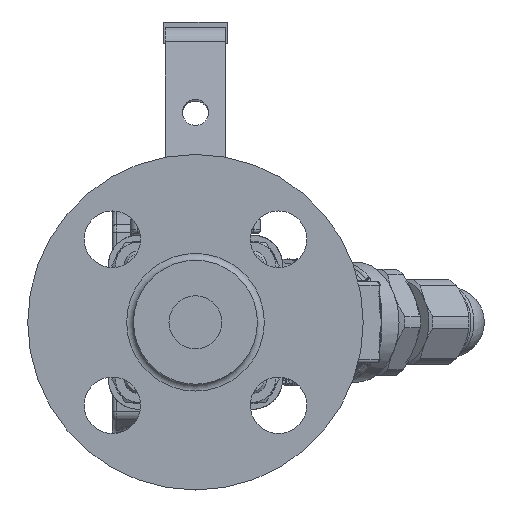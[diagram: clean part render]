
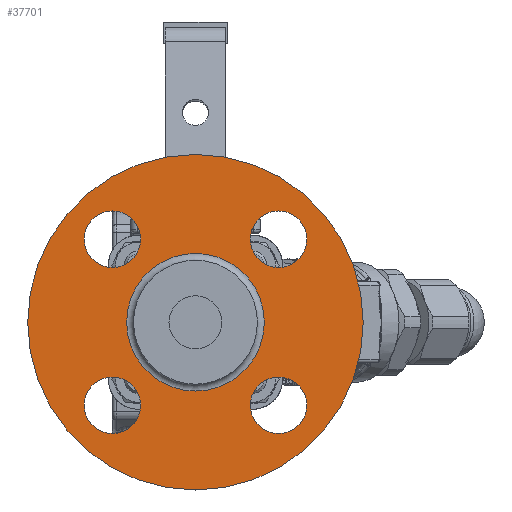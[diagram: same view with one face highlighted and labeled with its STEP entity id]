
A CAD part, left-side view. The second image highlights one B-rep face of the part: STEP entity #37701.
In plain terms, the highlighted planar face has unit normal (-1, 0, 0).
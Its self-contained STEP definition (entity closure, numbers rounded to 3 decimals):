
#6997=FACE_BOUND('',#12311,.T.);
#6998=FACE_BOUND('',#12312,.T.);
#6999=FACE_BOUND('',#12313,.T.);
#7000=FACE_BOUND('',#12314,.T.);
#7001=FACE_BOUND('',#12315,.T.);
#7490=PLANE('',#40846);
#9883=FACE_OUTER_BOUND('',#12310,.T.);
#12310=EDGE_LOOP('',(#29719));
#12311=EDGE_LOOP('',(#29720));
#12312=EDGE_LOOP('',(#29721));
#12313=EDGE_LOOP('',(#29722));
#12314=EDGE_LOOP('',(#29723));
#12315=EDGE_LOOP('',(#29724));
#14662=CIRCLE('',#40843,19.486);
#14665=CIRCLE('',#40847,47.5);
#14666=CIRCLE('',#40848,8.);
#14667=CIRCLE('',#40849,8.);
#14668=CIRCLE('',#40850,8.);
#14669=CIRCLE('',#40851,8.);
#17259=VERTEX_POINT('',#67441);
#17261=VERTEX_POINT('',#67447);
#17262=VERTEX_POINT('',#67449);
#17263=VERTEX_POINT('',#67451);
#17264=VERTEX_POINT('',#67453);
#17265=VERTEX_POINT('',#67455);
#21704=EDGE_CURVE('',#17259,#17259,#14662,.T.);
#21707=EDGE_CURVE('',#17261,#17261,#14665,.T.);
#21708=EDGE_CURVE('',#17262,#17262,#14666,.T.);
#21709=EDGE_CURVE('',#17263,#17263,#14667,.T.);
#21710=EDGE_CURVE('',#17264,#17264,#14668,.T.);
#21711=EDGE_CURVE('',#17265,#17265,#14669,.T.);
#29719=ORIENTED_EDGE('',*,*,#21707,.F.);
#29720=ORIENTED_EDGE('',*,*,#21708,.T.);
#29721=ORIENTED_EDGE('',*,*,#21709,.T.);
#29722=ORIENTED_EDGE('',*,*,#21710,.T.);
#29723=ORIENTED_EDGE('',*,*,#21711,.T.);
#29724=ORIENTED_EDGE('',*,*,#21704,.F.);
#37701=ADVANCED_FACE('',(#9883,#6997,#6998,#6999,#7000,#7001),#7490,.F.);
#40843=AXIS2_PLACEMENT_3D('',#67442,#47542,#47543);
#40846=AXIS2_PLACEMENT_3D('',#67446,#47548,#47549);
#40847=AXIS2_PLACEMENT_3D('',#67448,#47550,#47551);
#40848=AXIS2_PLACEMENT_3D('',#67450,#47552,#47553);
#40849=AXIS2_PLACEMENT_3D('',#67452,#47554,#47555);
#40850=AXIS2_PLACEMENT_3D('',#67454,#47556,#47557);
#40851=AXIS2_PLACEMENT_3D('',#67456,#47558,#47559);
#47542=DIRECTION('center_axis',(-1.,0.,0.));
#47543=DIRECTION('ref_axis',(0.,0.,
1.));
#47548=DIRECTION('center_axis',(1.,0.,0.));
#47549=DIRECTION('ref_axis',(0.,0.,
-1.));
#47550=DIRECTION('center_axis',(1.,0.,0.));
#47551=DIRECTION('ref_axis',(0.,0.,
-1.));
#47552=DIRECTION('center_axis',(1.,0.,0.));
#47553=DIRECTION('ref_axis',(0.,0.,
1.));
#47554=DIRECTION('center_axis',(1.,0.,0.));
#47555=DIRECTION('ref_axis',(0.,-1.,0.));
#47556=DIRECTION('center_axis',(1.,0.,0.));
#47557=DIRECTION('ref_axis',(0.,0.,
-1.));
#47558=DIRECTION('center_axis',(1.,0.,0.));
#47559=DIRECTION('ref_axis',(0.,1.,0.));
#67441=CARTESIAN_POINT('',(-282.036,18.833,-21.004));
#67442=CARTESIAN_POINT('Origin',(-282.036,18.833,-1.517));
#67446=CARTESIAN_POINT('Origin',(-282.036,18.833,-1.517));
#67447=CARTESIAN_POINT('',(-282.036,18.833,45.983));
#67448=CARTESIAN_POINT('Origin',(-282.036,18.833,-1.517));
#67449=CARTESIAN_POINT('',(-282.036,42.344,13.994));
#67450=CARTESIAN_POINT('Origin',(-282.036,42.344,21.994));
#67451=CARTESIAN_POINT('',(-282.036,3.321,21.994));
#67452=CARTESIAN_POINT('Origin',(-282.036,-4.679,21.994));
#67453=CARTESIAN_POINT('',(-282.036,-4.679,-17.028));
#67454=CARTESIAN_POINT('Origin',(-282.036,-4.679,-25.028));
#67455=CARTESIAN_POINT('',(-282.036,34.344,-25.028));
#67456=CARTESIAN_POINT('Origin',(-282.036,42.344,-25.028));
